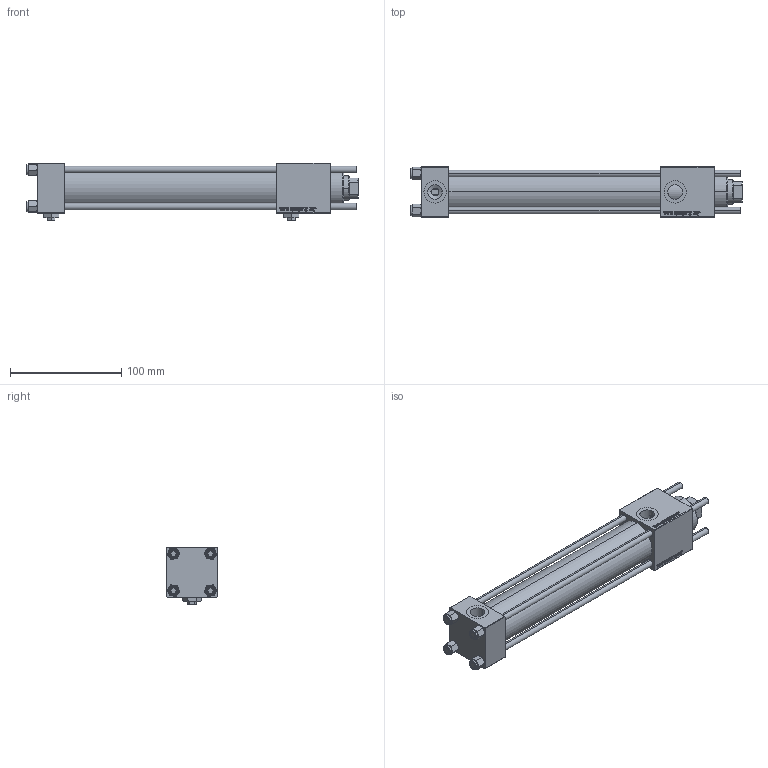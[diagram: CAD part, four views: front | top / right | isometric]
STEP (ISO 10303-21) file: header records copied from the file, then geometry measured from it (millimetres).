
FILE_DESCRIPTION (( 'STEP AP203' ), '1' );
FILE_NAME ('97e2.STEP', '2022-04-14T21:04:27', ( '' ), ( '' ), 'SwSTEP 2.0', 'SolidWorks 2019', '' );
FILE_SCHEMA (( 'CONFIG_CONTROL_DESIGN' ));
Length unit declared in the file: millimetre
Products named in the file (7): Zatka_pro_OIL_PORT faee74ab2ae33fed230f1d9dc1dcaad8; NUT_M5_B faee74ab2ae33fed230f1d9dc1dcaad8; V215_VC_A faee74ab2ae33fed230f1d9dc1dcaad8; V215CR_B_TYCINKA faee74ab2ae33fed230f1d9dc1dcaad8; 97e2; V215CR_B-1 faee74ab2ae33fed230f1d9dc1dcaad8; V215CR_VCP_B faee74ab2ae33fed230f1d9dc1dcaad8
Assembly tree (13 placements, depth 2):
  97e2
    V215CR_B-1 faee74ab2ae33fed230f1d9dc1dcaad8
    V215CR_VCP_B faee74ab2ae33fed230f1d9dc1dcaad8
    NUT_M5_B faee74ab2ae33fed230f1d9dc1dcaad8  x4
    V215CR_B_TYCINKA faee74ab2ae33fed230f1d9dc1dcaad8  x4
    V215_VC_A faee74ab2ae33fed230f1d9dc1dcaad8
    Zatka_pro_OIL_PORT faee74ab2ae33fed230f1d9dc1dcaad8  x2
Bounding box: 298 x 45 x 52 mm (x, y, z)
Volume: 328014.1 mm3; surface area: 129649 mm2
Topology: 13 solids, 13 shells, 1256 faces, 3170 edges, 2047 vertices
Faces by surface type: bspline 504, plane 478, cone 178, cylinder 88, torus 8
Entity records: 58860 total; most frequent: CARTESIAN_POINT 34699, ORIENTED_EDGE 5640, DIRECTION 3160, EDGE_CURVE 2820, VERTEX_POINT 1845, LINE 1494, VECTOR 1494, EDGE_LOOP 1223
